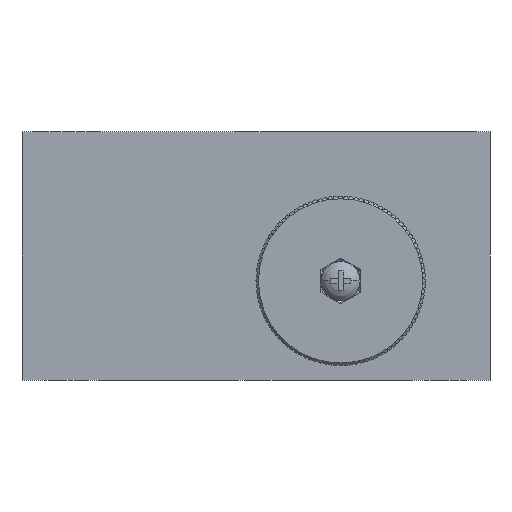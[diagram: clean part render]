
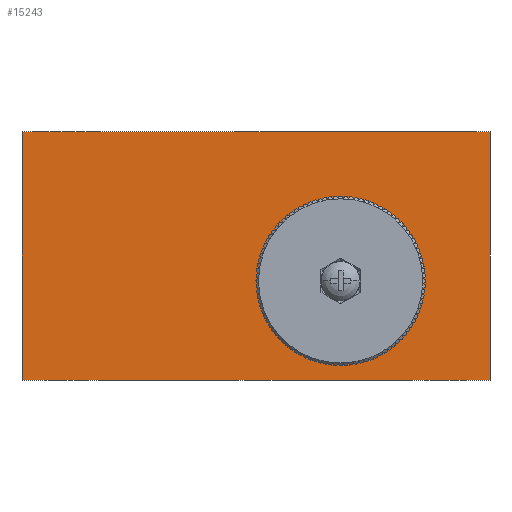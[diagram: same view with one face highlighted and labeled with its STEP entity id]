
A CAD part, left-side view. The second image highlights one B-rep face of the part: STEP entity #15243.
In plain terms, the highlighted planar face has unit normal (-1, 0, 0).
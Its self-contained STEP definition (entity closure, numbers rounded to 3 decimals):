
#146=LINE('',#26095,#916);
#148=LINE('',#26099,#918);
#150=LINE('',#26103,#920);
#151=LINE('',#26105,#921);
#916=VECTOR('',#19256,1000.);
#918=VECTOR('',#19260,1000.);
#920=VECTOR('',#19264,1000.);
#921=VECTOR('',#19267,1000.);
#2284=ORIENTED_EDGE('',*,*,#7001,.T.);
#2285=ORIENTED_EDGE('',*,*,#7005,.F.);
#2286=ORIENTED_EDGE('',*,*,#7003,.F.);
#2287=ORIENTED_EDGE('',*,*,#7006,.T.);
#2288=ORIENTED_EDGE('',*,*,#6997,.T.);
#6997=EDGE_CURVE('',#9384,#9384,#10998,.T.);
#7001=EDGE_CURVE('',#9385,#9386,#146,.T.);
#7003=EDGE_CURVE('',#9387,#9388,#148,.T.);
#7005=EDGE_CURVE('',#9388,#9386,#150,.T.);
#7006=EDGE_CURVE('',#9387,#9385,#151,.T.);
#9384=VERTEX_POINT('',#26055);
#9385=VERTEX_POINT('',#26092);
#9386=VERTEX_POINT('',#26094);
#9387=VERTEX_POINT('',#26098);
#9388=VERTEX_POINT('',#26100);
#10998=CIRCLE('',#16765,14.);
#12494=EDGE_LOOP('',(#2284,#2285,#2286,#2287));
#12495=EDGE_LOOP('',(#2288));
#13622=FACE_BOUND('',#12494,.T.);
#13623=FACE_BOUND('',#12495,.T.);
#14658=PLANE('',#16770);
#15243=ADVANCED_FACE('',(#13622,#13623),#14658,.F.);
#16765=AXIS2_PLACEMENT_3D('',#26054,#19248,#19249);
#16770=AXIS2_PLACEMENT_3D('',#26104,#19265,#19266);
#19248=DIRECTION('',(1.,0.,0.));
#19249=DIRECTION('',(0.,0.,1.));
#19256=DIRECTION('',(0.,-1.,0.));
#19260=DIRECTION('',(0.,-1.,0.));
#19264=DIRECTION('',(0.,0.,-1.));
#19265=DIRECTION('',(1.,0.,0.));
#19266=DIRECTION('',(0.,0.,-1.));
#19267=DIRECTION('',(0.,0.,-1.));
#26054=CARTESIAN_POINT('',(-50.,-17.,-5.));
#26055=CARTESIAN_POINT('',(-50.,-17.,9.));
#26092=CARTESIAN_POINT('',(-50.,47.,-25.));
#26094=CARTESIAN_POINT('',(-50.,-47.,-25.));
#26095=CARTESIAN_POINT('',(-50.,47.,-25.));
#26098=CARTESIAN_POINT('',(-50.,47.,25.));
#26099=CARTESIAN_POINT('',(-50.,47.,25.));
#26100=CARTESIAN_POINT('',(-50.,-47.,25.));
#26103=CARTESIAN_POINT('',(-50.,-47.,20.));
#26104=CARTESIAN_POINT('',(-50.,47.,20.));
#26105=CARTESIAN_POINT('',(-50.,47.,20.));
